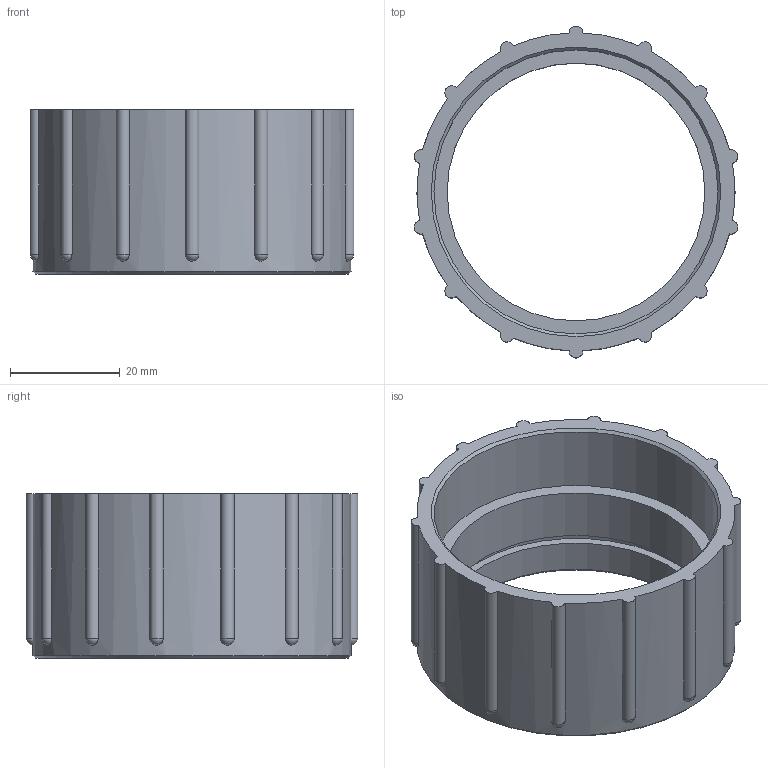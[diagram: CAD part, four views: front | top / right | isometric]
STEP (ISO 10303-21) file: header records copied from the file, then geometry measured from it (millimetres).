
FILE_DESCRIPTION(/* description */ (''),/* implementation_level */ '2;1');
FILE_NAME(/* name */ 'DLSC F.stp',/* time_stamp */ '2014-11-14T12:42:00+01:00',/* author */ ('sh'),/* organization */ (''),/* preprocessor_version */ 'ST-DEVELOPER v15.2',/* originating_system */ 'Autodesk Inventor 2014',/* authorisation */ '');
FILE_SCHEMA (('AUTOMOTIVE_DESIGN { 1 0 10303 214 3 1 1 }'));
Length unit declared in the file: millimetre
Products named in the file (1): DLSC F
Bounding box: 59.04 x 60.49 x 30 mm (x, y, z)
Volume: 23050.6 mm3; surface area: 12844 mm2
Topology: 1 solids, 1 shells, 41 faces, 133 edges, 83 vertices
Faces by surface type: cylinder 19, sphere 14, plane 5, cone 3
Full cylindrical faces by diameter (mm): 47 x2, 50 x1, 51.8 x1, 58 x1
Entity records: 1623 total; most frequent: CARTESIAN_POINT 542, ORIENTED_EDGE 220, DIRECTION 220, EDGE_CURVE 110, AXIS2_PLACEMENT_3D 96, VERTEX_POINT 82, EDGE_LOOP 54, CIRCLE 54
